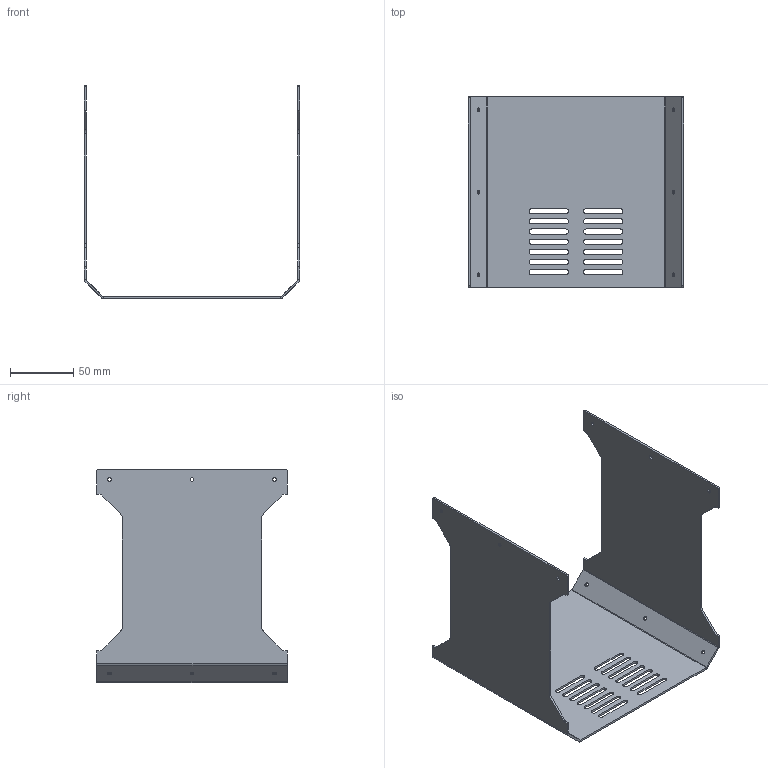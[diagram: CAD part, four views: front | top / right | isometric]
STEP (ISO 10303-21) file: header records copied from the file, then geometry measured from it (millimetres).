
FILE_DESCRIPTION (( 'STEP AP214' ), '1' );
FILE_NAME ('FFBeast Motor Cover.STEP', '2025-04-06T21:08:51', ( '' ), ( '' ), 'SwSTEP 2.0', 'SolidWorks 2022', '' );
FILE_SCHEMA (( 'AUTOMOTIVE_DESIGN' ));
Length unit declared in the file: millimetre
Products named in the file (1): FFBeast Motor Cover
Bounding box: 170 x 150 x 168 mm (x, y, z)
Volume: 99901.9 mm3; surface area: 128711.2 mm2
Topology: 1 solids, 1 shells, 176 faces, 490 edges, 316 vertices
Faces by surface type: cylinder 94, plane 82
Entity records: 5804 total; most frequent: DIRECTION 1032, CARTESIAN_POINT 983, ORIENTED_EDGE 980, EDGE_CURVE 490, AXIS2_PLACEMENT_3D 365, VERTEX_POINT 316, VECTOR 302, LINE 302
